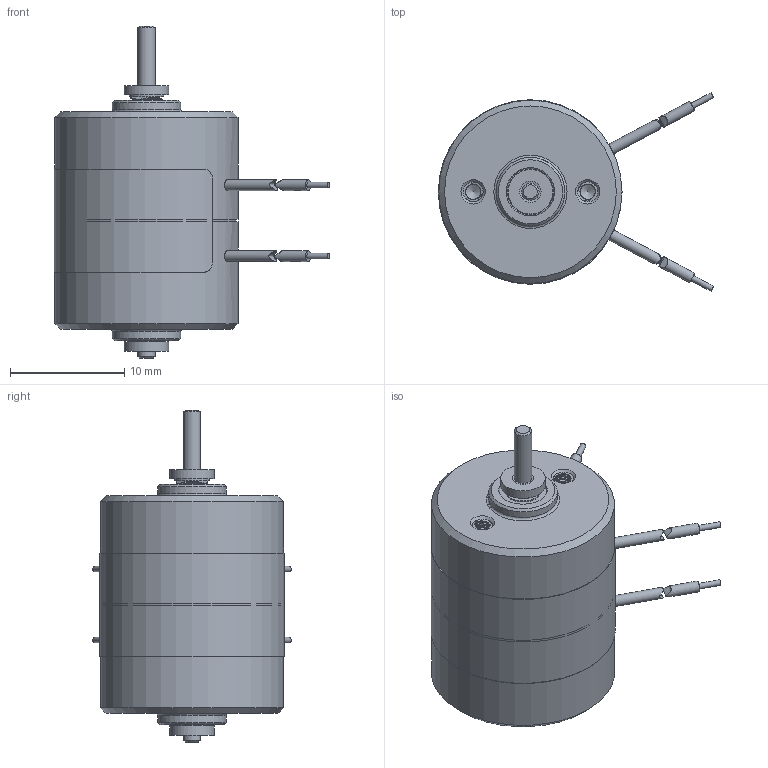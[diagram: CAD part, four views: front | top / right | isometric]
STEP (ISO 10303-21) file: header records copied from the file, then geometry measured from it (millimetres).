
FILE_DESCRIPTION(/* description */ (''),/* implementation_level */ '2;1');
FILE_NAME(/* name */ 'Stepper Motor for Insulin Pump.step',/* time_stamp */ '2019-05-11T10:14:33+06:00',/* author */ ('sathyar1999'),/* organization */ (''),/* preprocessor_version */ 'ST-DEVELOPER v18',/* originating_system */ 'Autodesk Translation Framework v8.2.0.1029',/* authorisation */ '');
FILE_SCHEMA (('AUTOMOTIVE_DESIGN { 1 0 10303 214 3 1 1 }'));
Length unit declared in the file: millimetre
Products named in the file (23): P110_064 Motor; 2-011-10-0031_ASM_6_ASM; 2-420-10-0001_ASM_3_ASM; 2-800-10-0018_3; 2-280-10-0016_ASM_1_ASM; 2-800-10-0022_4; 2-270-10-0016_ASM_1_ASM; 2-800-10-0023_2; 2-800-30-0176-BENTP110_1; 2-800-10-0016_2; PRT0001_2; PRT0003_AF0_1_ASM; MANIFOLD_SOLID_BREP_6888; MANIFOLD_SOLID_BREP_7034; MANIFOLD_SOLID_BREP_7296; MANIFOLD_SOLID_BREP_7555; PRT0003_AF1_1_ASM; MANIFOLD_SOLID_BREP_7726; MANIFOLD_SOLID_BREP_7872; MANIFOLD_SOLID_BREP_8134; MANIFOLD_SOLID_BREP_8393; 1800160004; 0952301530_SPRING-WASHER
Assembly tree (24 placements, depth 4):
  P110_064 Motor
    2-011-10-0031_ASM_6_ASM
      2-420-10-0001_ASM_3_ASM
        2-800-10-0018_3
      2-280-10-0016_ASM_1_ASM
        2-800-10-0022_4
      2-270-10-0016_ASM_1_ASM
        2-800-10-0023_2
      2-800-30-0176-BENTP110_1
      2-800-10-0016_2  x2
      PRT0001_2
      PRT0003_AF0_1_ASM
        MANIFOLD_SOLID_BREP_6888
        MANIFOLD_SOLID_BREP_7034
        MANIFOLD_SOLID_BREP_7296
        MANIFOLD_SOLID_BREP_7555
      PRT0003_AF1_1_ASM
        MANIFOLD_SOLID_BREP_7726
        MANIFOLD_SOLID_BREP_7872
        MANIFOLD_SOLID_BREP_8134
        MANIFOLD_SOLID_BREP_8393
    1800160004
    0952301530_SPRING-WASHER  x2
Bounding box: 24.06 x 17.34 x 29 mm (x, y, z)
Volume: 7173.2 mm3; surface area: 4194.4 mm2
Topology: 18 solids, 18 shells, 162 faces, 381 edges, 267 vertices
Faces by surface type: cylinder 54, bspline 48, plane 42, cone 16, torus 2
Full cylindrical faces by diameter (mm): 0.5 x4, 0.95 x12, 1.5 x3, 1.53 x1, 1.736 x6, 3 x3, 3.9 x2, 4 x2, 5.18 x1, 5.44 x1, 6 x2, 15.64 x1, 16 x2
Entity records: 12402 total; most frequent: CARTESIAN_POINT 8667, ORIENTED_EDGE 676, DIRECTION 625, EDGE_CURVE 338, AXIS2_PLACEMENT_3D 273, VERTEX_POINT 241, EDGE_LOOP 165, FACE_OUTER_BOUND 144
